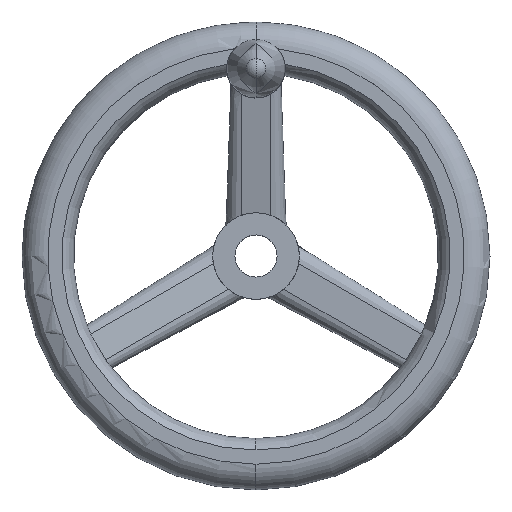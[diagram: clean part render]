
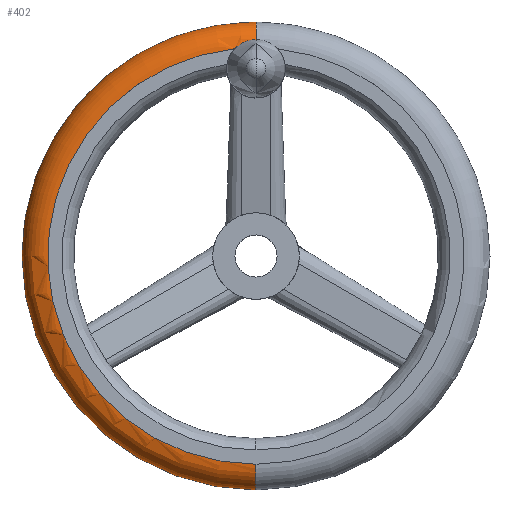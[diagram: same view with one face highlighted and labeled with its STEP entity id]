
A CAD part, top view. The second image highlights one B-rep face of the part: STEP entity #402.
In plain terms, the highlighted toroidal (fillet/blend) face has major radius 89 mm and minor radius 11 mm.
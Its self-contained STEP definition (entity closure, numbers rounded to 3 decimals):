
#292=VERTEX_POINT('',#821);
#308=EDGE_CURVE('',#400,#490,#839,.T.);
#400=VERTEX_POINT('',#943);
#402=ADVANCED_FACE('',(#945),#946,.T.);
#430=EDGE_CURVE('',#448,#600,#978,.T.);
#448=VERTEX_POINT('',#996);
#490=VERTEX_POINT('',#1044);
#494=EDGE_CURVE('',#292,#600,#1048,.T.);
#600=VERTEX_POINT('',#1159);
#736=EDGE_CURVE('',#448,#400,#1308,.T.);
#744=EDGE_CURVE('',#292,#490,#1317,.T.);
#821=CARTESIAN_POINT('',(0.,100.0,34.0));
#839=CIRCLE('',#1451,89.0);
#943=CARTESIAN_POINT('',(-9.138,88.53,45.));
#945=FACE_OUTER_BOUND('',#1697,.T.);
#946=TOROIDAL_SURFACE('',#1698,89.0,11.0);
#978=CIRCLE('',#1763,11.0);
#996=CARTESIAN_POINT('',(0.,-89.0,45.0));
#1044=CARTESIAN_POINT('',(0.,89.0,45.0));
#1048=CIRCLE('',#1913,100.0);
#1159=CARTESIAN_POINT('',(0.,-100.0,34.0));
#1308=CIRCLE('',#2388,89.0);
#1317=CIRCLE('',#2398,11.0);
#1451=AXIS2_PLACEMENT_3D('',#2528,#2529,#2530);
#1697=EDGE_LOOP('',(#2663,#2664,#2665,#2666,#2667));
#1698=AXIS2_PLACEMENT_3D('',#2668,#2669,#2670);
#1763=AXIS2_PLACEMENT_3D('',#2714,#2715,#2716);
#1913=AXIS2_PLACEMENT_3D('',#2795,#2796,#2797);
#2388=AXIS2_PLACEMENT_3D('',#3080,#3081,#3082);
#2398=AXIS2_PLACEMENT_3D('',#3092,#3093,#3094);
#2528=CARTESIAN_POINT('',(0.,0.,45.0));
#2529=DIRECTION('',(0.,0.,-1.0));
#2530=DIRECTION('',(0.,1.0,0.));
#2663=ORIENTED_EDGE('',*,*,#494,.T.);
#2664=ORIENTED_EDGE('',*,*,#430,.F.);
#2665=ORIENTED_EDGE('',*,*,#736,.T.);
#2666=ORIENTED_EDGE('',*,*,#308,.T.);
#2667=ORIENTED_EDGE('',*,*,#744,.F.);
#2668=CARTESIAN_POINT('',(0.,0.,34.0));
#2669=DIRECTION('',(0.,0.,1.0));
#2670=DIRECTION('',(0.,1.0,0.0));
#2714=CARTESIAN_POINT('',(0.,-89.,34.0));
#2715=DIRECTION('',(1.0,0.,0.));
#2716=DIRECTION('',(0.,-1.0,0.));
#2795=CARTESIAN_POINT('',(0.,0.,34.0));
#2796=DIRECTION('',(0.,0.,1.0));
#2797=DIRECTION('',(1.0,0.0,0.));
#3080=CARTESIAN_POINT('',(0.,0.,45.0));
#3081=DIRECTION('',(0.,0.,-1.0));
#3082=DIRECTION('',(0.,1.0,0.));
#3092=CARTESIAN_POINT('',(0.,89.0,34.0));
#3093=DIRECTION('',(1.0,0.,0.));
#3094=DIRECTION('',(0.,1.0,0.));
